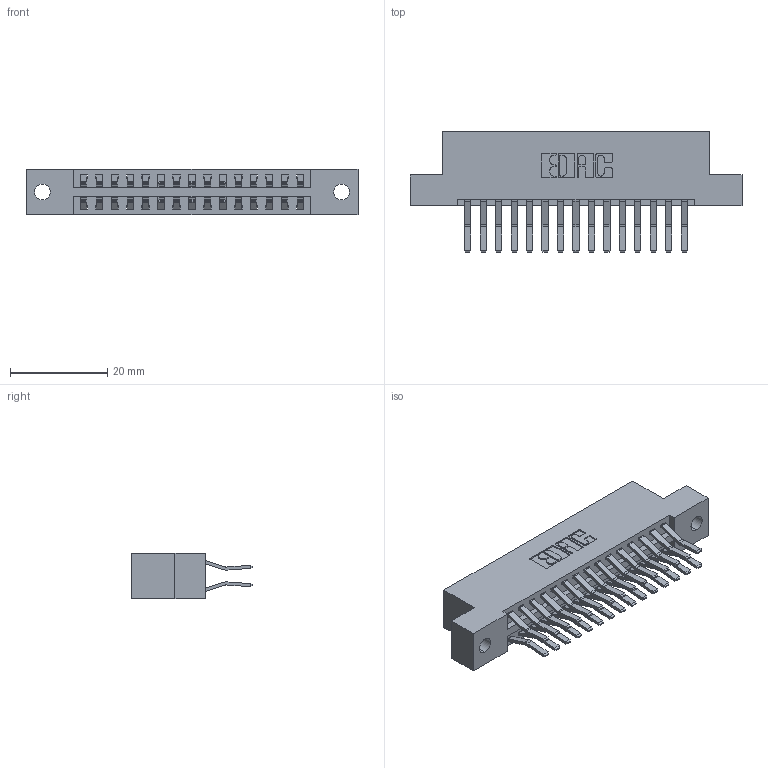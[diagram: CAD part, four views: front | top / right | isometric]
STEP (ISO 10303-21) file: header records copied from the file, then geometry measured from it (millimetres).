
FILE_DESCRIPTION (( 'STEP AP203' ), '1' );
FILE_NAME ('396-030-560-202.STEP', '2019-10-30T06:01:46', ( '' ), ( '' ), 'SwSTEP 2.0', 'SolidWorks 2016', '' );
FILE_SCHEMA (( 'CONFIG_CONTROL_DESIGN' ));
Length unit declared in the file: inch
Products named in the file (3): 345-292-001_560 Tail; 396-030-560-202; 346 Part_Flush Mounting Lugs - 0.128 Dia
Assembly tree (31 placements, depth 2):
  396-030-560-202
    346 Part_Flush Mounting Lugs - 0.128 Dia
    345-292-001_560 Tail  x30
Bounding box: 68.2 x 24.78 x 9.4 mm (x, y, z)
Volume: 6600.5 mm3; surface area: 8903.8 mm2
Topology: 31 solids, 31 shells, 1742 faces, 5159 edges, 3398 vertices
Faces by surface type: plane 1126, cylinder 616
Entity records: 13515 total; most frequent: CARTESIAN_POINT 2264, ORIENTED_EDGE 2198, DIRECTION 2051, EDGE_CURVE 1099, LINE 903, VECTOR 903, VERTEX_POINT 730, AXIS2_PLACEMENT_3D 574
